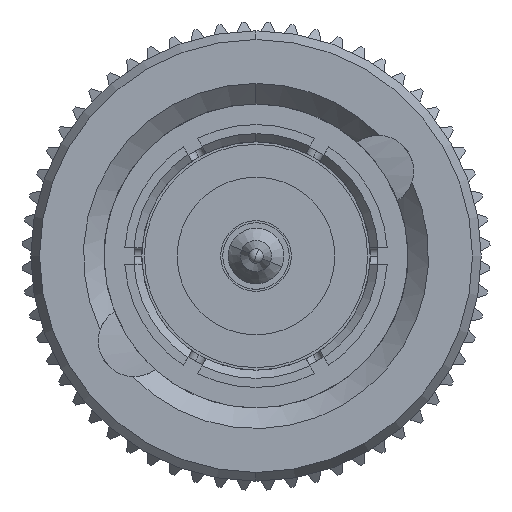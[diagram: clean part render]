
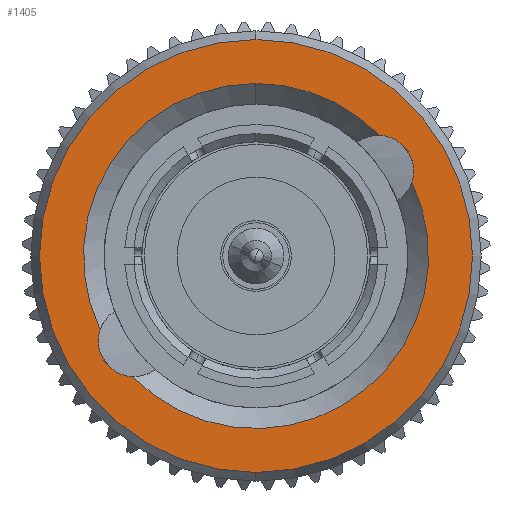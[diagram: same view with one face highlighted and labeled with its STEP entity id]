
A CAD part, left-side view. The second image highlights one B-rep face of the part: STEP entity #1405.
In plain terms, the highlighted planar face has unit normal (-1, 0, 0).
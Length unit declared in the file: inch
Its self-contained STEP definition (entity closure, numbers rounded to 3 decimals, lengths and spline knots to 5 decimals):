
#72 = ORIENTED_EDGE ( 'NONE', *, *, #7888, .F. ) ;
#167 = CIRCLE ( 'NONE', #15727, 0.20994 ) ;
#246 = EDGE_LOOP ( 'NONE', ( #5532, #7846 ) ) ;
#247 = AXIS2_PLACEMENT_3D ( 'NONE', #3201, #13562, #9547 ) ;
#987 = EDGE_CURVE ( 'NONE', #12020, #14997, #9266, .T. ) ;
#1196 = ORIENTED_EDGE ( 'NONE', *, *, #10800, .T. ) ;
#1404 = CARTESIAN_POINT ( 'NONE',  ( 0.33873, 0.1484, -0.10333 ) ) ;
#1405 = ADVANCED_FACE ( 'NONE', ( #13913, #8667 ), #8030, .F. ) ;
#1609 = VERTEX_POINT ( 'NONE', #8462 ) ;
#1697 = EDGE_CURVE ( 'NONE', #1609, #14016, #5393, .T. ) ;
#2523 = DIRECTION ( 'NONE',  ( -1., 0., 0. ) ) ;
#2859 = CIRCLE ( 'NONE', #4274, 0.20994 ) ;
#3201 = CARTESIAN_POINT ( 'NONE',  ( 0.33873, 0., -0.26339 ) ) ;
#3331 = CARTESIAN_POINT ( 'NONE',  ( 0.33873, -0.18974, 0.08987 ) ) ;
#3995 = DIRECTION ( 'NONE',  ( 0., 0., 1. ) ) ;
#4274 = AXIS2_PLACEMENT_3D ( 'NONE', #13652, #9746, #8454 ) ;
#4760 = ORIENTED_EDGE ( 'NONE', *, *, #6892, .T. ) ;
#5070 = DIRECTION ( 'NONE',  ( 1., 0., 0. ) ) ;
#5393 = CIRCLE ( 'NONE', #10019, 0.26339 ) ;
#5516 = CARTESIAN_POINT ( 'NONE',  ( 0.33873, 0., 0. ) ) ;
#5532 = ORIENTED_EDGE ( 'NONE', *, *, #13390, .T. ) ;
#5554 = DIRECTION ( 'NONE',  ( 0., 0., 1. ) ) ;
#6032 = VERTEX_POINT ( 'NONE', #11705 ) ;
#6497 = DIRECTION ( 'NONE',  ( -1., 0., 0. ) ) ;
#6892 = EDGE_CURVE ( 'NONE', #15098, #14997, #2859, .T. ) ;
#7076 = CARTESIAN_POINT ( 'NONE',  ( 0.33873, -0.15012, 0.14677 ) ) ;
#7454 = VERTEX_POINT ( 'NONE', #9824 ) ;
#7801 = CIRCLE ( 'NONE', #10134, 0.26339 ) ;
#7820 = DIRECTION ( 'NONE',  ( 0., 0., -1. ) ) ;
#7824 = AXIS2_PLACEMENT_3D ( 'NONE', #12268, #15980, #5554 ) ;
#7846 = ORIENTED_EDGE ( 'NONE', *, *, #1697, .T. ) ;
#7888 = EDGE_CURVE ( 'NONE', #6032, #7454, #12147, .T. ) ;
#8030 = PLANE ( 'NONE',  #247 ) ;
#8131 = DIRECTION ( 'NONE',  ( 0., 0., -1. ) ) ;
#8454 = DIRECTION ( 'NONE',  ( 0., 0., -1. ) ) ;
#8462 = CARTESIAN_POINT ( 'NONE',  ( 0.33873, 0., 0.26339 ) ) ;
#8667 = FACE_OUTER_BOUND ( 'NONE', #246, .T. ) ;
#8842 = CARTESIAN_POINT ( 'NONE',  ( 0.33873, 0., -0.26339 ) ) ;
#9195 = DIRECTION ( 'NONE',  ( 1., 0., 0. ) ) ;
#9266 = CIRCLE ( 'NONE', #7824, 0.04347 ) ;
#9537 = CARTESIAN_POINT ( 'NONE',  ( 0.33873, 0., 0. ) ) ;
#9547 = DIRECTION ( 'NONE',  ( 0., 0., -1. ) ) ;
#9746 = DIRECTION ( 'NONE',  ( 1., 0., 0. ) ) ;
#9824 = CARTESIAN_POINT ( 'NONE',  ( 0.33873, 0.15012, -0.14677 ) ) ;
#10019 = AXIS2_PLACEMENT_3D ( 'NONE', #16751, #6497, #3995 ) ;
#10134 = AXIS2_PLACEMENT_3D ( 'NONE', #9537, #13395, #12471 ) ;
#10450 = AXIS2_PLACEMENT_3D ( 'NONE', #5516, #9195, #8131 ) ;
#10800 = EDGE_CURVE ( 'NONE', #12020, #7454, #167, .T. ) ;
#11096 = ORIENTED_EDGE ( 'NONE', *, *, #13309, .T. ) ;
#11641 = DIRECTION ( 'NONE',  ( 0., 0., -1. ) ) ;
#11705 = CARTESIAN_POINT ( 'NONE',  ( 0.33873, 0.18974, -0.08987 ) ) ;
#12020 = VERTEX_POINT ( 'NONE', #3331 ) ;
#12147 = CIRCLE ( 'NONE', #13754, 0.04347 ) ;
#12268 = CARTESIAN_POINT ( 'NONE',  ( 0.33873, -0.1484, 0.10333 ) ) ;
#12471 = DIRECTION ( 'NONE',  ( 0., 0., 1. ) ) ;
#13185 = EDGE_LOOP ( 'NONE', ( #11096, #4760, #15835, #1196, #72 ) ) ;
#13309 = EDGE_CURVE ( 'NONE', #6032, #15098, #15281, .T. ) ;
#13390 = EDGE_CURVE ( 'NONE', #14016, #1609, #7801, .T. ) ;
#13395 = DIRECTION ( 'NONE',  ( -1., 0., 0. ) ) ;
#13562 = DIRECTION ( 'NONE',  ( 1., 0., 0. ) ) ;
#13652 = CARTESIAN_POINT ( 'NONE',  ( 0.33873, 0., 0. ) ) ;
#13707 = CARTESIAN_POINT ( 'NONE',  ( 0.33873, 0., 0.20994 ) ) ;
#13754 = AXIS2_PLACEMENT_3D ( 'NONE', #1404, #2523, #11641 ) ;
#13913 = FACE_BOUND ( 'NONE', #13185, .T. ) ;
#14016 = VERTEX_POINT ( 'NONE', #8842 ) ;
#14997 = VERTEX_POINT ( 'NONE', #7076 ) ;
#15098 = VERTEX_POINT ( 'NONE', #13707 ) ;
#15281 = CIRCLE ( 'NONE', #10450, 0.20994 ) ;
#15560 = CARTESIAN_POINT ( 'NONE',  ( 0.33873, 0., 0. ) ) ;
#15727 = AXIS2_PLACEMENT_3D ( 'NONE', #15560, #5070, #7820 ) ;
#15835 = ORIENTED_EDGE ( 'NONE', *, *, #987, .F. ) ;
#15980 = DIRECTION ( 'NONE',  ( -1., 0., 0. ) ) ;
#16751 = CARTESIAN_POINT ( 'NONE',  ( 0.33873, 0., 0. ) ) ;
